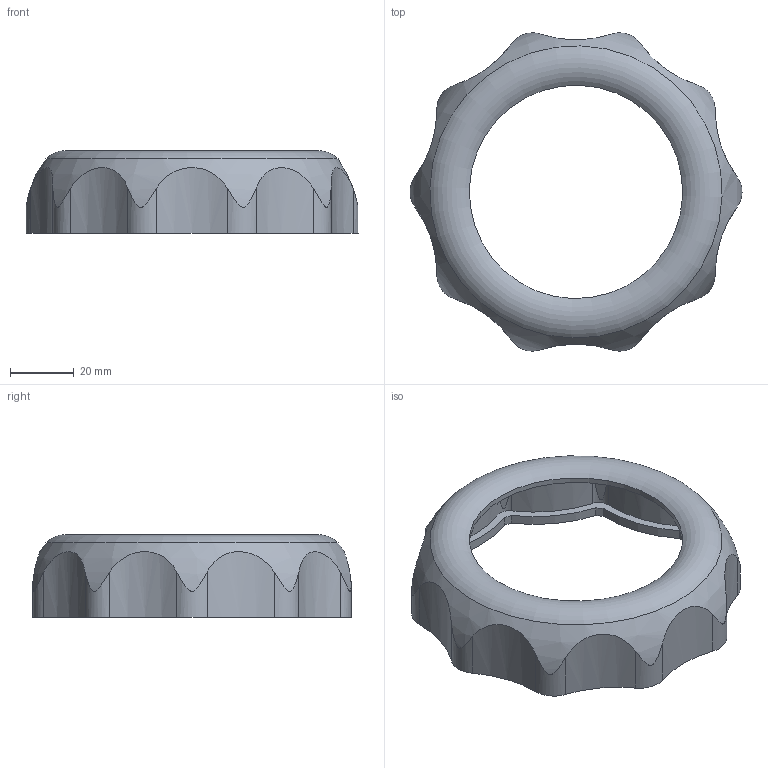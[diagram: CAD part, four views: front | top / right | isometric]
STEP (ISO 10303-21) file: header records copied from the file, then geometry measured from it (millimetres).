
FILE_DESCRIPTION( ( 'STEP AP203' ), '1' );
FILE_NAME( 'VT3100.step', '2022-07-20T09:15:21', ( ' ' ), ( ' ' ), 'XStep 1.0', ' ', ' ' );
FILE_SCHEMA( ( 'CONFIG_CONTROL_DESIGN' ) );
Length unit declared in the file: millimetre
Products named in the file (1): 1
Bounding box: 104.24 x 99.92 x 25.99 mm (x, y, z)
Volume: 26044.9 mm3; surface area: 23847.6 mm2
Topology: 1 solids, 1 shells, 2181 faces, 6448 edges, 4298 vertices
Faces by surface type: plane 2044, cylinder 86, torus 30, cone 20, bspline 1
Full cylindrical faces by diameter (mm): 67 x1
Entity records: 77708 total; most frequent: CARTESIAN_POINT 27696, ORIENTED_EDGE 12884, DIRECTION 6696, EDGE_CURVE 6442, VERTEX_POINT 4296, B_SPLINE_CURVE_WITH_KNOTS 4212, AXIS2_PLACEMENT_3D 2285, EDGE_LOOP 2216
